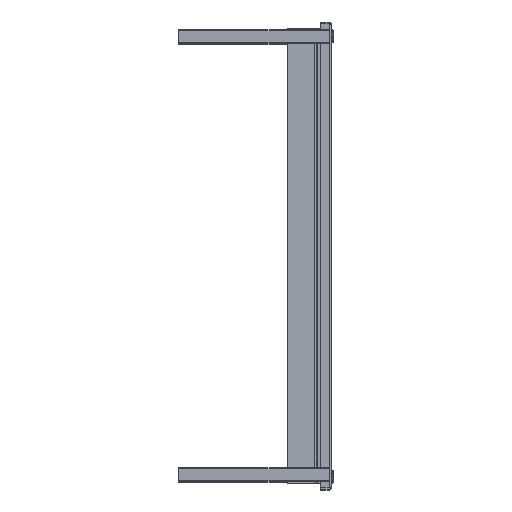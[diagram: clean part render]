
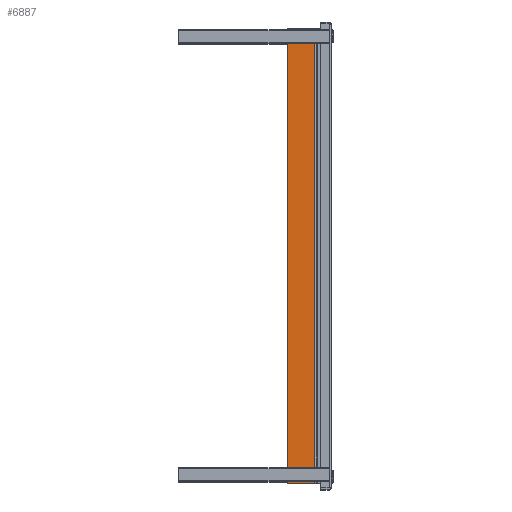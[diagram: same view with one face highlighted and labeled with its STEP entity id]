
A CAD part, top view. The second image highlights one B-rep face of the part: STEP entity #6887.
In plain terms, the highlighted face is planar.
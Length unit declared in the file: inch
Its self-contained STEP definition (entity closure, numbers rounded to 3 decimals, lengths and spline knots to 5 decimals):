
#98 = PLANE ( 'NONE',  #22495 ) ;
#788 = DIRECTION ( 'NONE',  ( 1., 0., 0. ) ) ;
#819 = LINE ( 'NONE', #25458, #8374 ) ;
#1148 = DIRECTION ( 'NONE',  ( 0., 1., 0. ) ) ;
#1207 = VERTEX_POINT ( 'NONE', #14812 ) ;
#1368 = EDGE_CURVE ( 'NONE', #9576, #24780, #28924, .T. ) ;
#1596 = CARTESIAN_POINT ( 'NONE',  ( -12.287, -6.193, 12.844 ) ) ;
#1775 = EDGE_LOOP ( 'NONE', ( #7319, #14079, #13169, #19547 ) ) ;
#1835 = VECTOR ( 'NONE', #12811, 39.37008 ) ;
#2504 = DIRECTION ( 'NONE',  ( 0., 0., 1. ) ) ;
#2526 = LINE ( 'NONE', #16110, #32274 ) ;
#2816 = VERTEX_POINT ( 'NONE', #27297 ) ;
#2883 = CIRCLE ( 'NONE', #21409, 0.156 ) ;
#3104 = CARTESIAN_POINT ( 'NONE',  ( -12.287, -6.599, 12.844 ) ) ;
#3197 = ORIENTED_EDGE ( 'NONE', *, *, #21462, .T. ) ;
#3356 = DIRECTION ( 'NONE',  ( 1., 0., 0. ) ) ;
#3792 = CIRCLE ( 'NONE', #15484, 0.156 ) ;
#4206 = VERTEX_POINT ( 'NONE', #23196 ) ;
#5127 = VERTEX_POINT ( 'NONE', #13470 ) ;
#5176 = VERTEX_POINT ( 'NONE', #23513 ) ;
#5404 = EDGE_CURVE ( 'NONE', #23555, #5176, #819, .T. ) ;
#5479 = CARTESIAN_POINT ( 'NONE',  ( -12.287, -7.835, -13.5 ) ) ;
#5495 = DIRECTION ( 'NONE',  ( 0., 1., 0. ) ) ;
#5531 = FACE_OUTER_BOUND ( 'NONE', #14217, .T. ) ;
#6352 = VECTOR ( 'NONE', #28276, 39.37008 ) ;
#6409 = CARTESIAN_POINT ( 'NONE',  ( -12.287, -6.193, 13.156 ) ) ;
#6719 = LINE ( 'NONE', #28079, #25733 ) ;
#6887 = ADVANCED_FACE ( 'NONE', ( #5531, #31688, #21761 ), #98, .T. ) ;
#7319 = ORIENTED_EDGE ( 'NONE', *, *, #26049, .T. ) ;
#7503 = CARTESIAN_POINT ( 'NONE',  ( -12.287, -6.599, -13. ) ) ;
#7777 = CARTESIAN_POINT ( 'NONE',  ( -12.287, -6.193, 13.5 ) ) ;
#7918 = ORIENTED_EDGE ( 'NONE', *, *, #10552, .T. ) ;
#8206 = CARTESIAN_POINT ( 'NONE',  ( -12.287, -6.599, -12.844 ) ) ;
#8374 = VECTOR ( 'NONE', #10316, 39.37008 ) ;
#9024 = VECTOR ( 'NONE', #31025, 39.37008 ) ;
#9576 = VERTEX_POINT ( 'NONE', #7777 ) ;
#9636 = EDGE_CURVE ( 'NONE', #30112, #4206, #29592, .T. ) ;
#9775 = VECTOR ( 'NONE', #11389, 39.37008 ) ;
#10316 = DIRECTION ( 'NONE',  ( 0., 1., 0. ) ) ;
#10552 = EDGE_CURVE ( 'NONE', #16173, #23555, #2883, .T. ) ;
#11389 = DIRECTION ( 'NONE',  ( 0., -1., 0. ) ) ;
#11809 = EDGE_CURVE ( 'NONE', #1207, #13855, #16243, .T. ) ;
#12568 = CARTESIAN_POINT ( 'NONE',  ( -12.287, -6.193, -13.5 ) ) ;
#12811 = DIRECTION ( 'NONE',  ( 0., 0., 1. ) ) ;
#12952 = ORIENTED_EDGE ( 'NONE', *, *, #9636, .T. ) ;
#13050 = EDGE_LOOP ( 'NONE', ( #15280, #14573, #30534, #7918 ) ) ;
#13169 = ORIENTED_EDGE ( 'NONE', *, *, #31612, .T. ) ;
#13465 = CARTESIAN_POINT ( 'NONE',  ( -12.287, -7.537, -13. ) ) ;
#13470 = CARTESIAN_POINT ( 'NONE',  ( -12.287, -7.537, 13.156 ) ) ;
#13855 = VERTEX_POINT ( 'NONE', #3104 ) ;
#14079 = ORIENTED_EDGE ( 'NONE', *, *, #25456, .T. ) ;
#14217 = EDGE_LOOP ( 'NONE', ( #3197, #12952, #23918, #17467 ) ) ;
#14573 = ORIENTED_EDGE ( 'NONE', *, *, #15396, .T. ) ;
#14812 = CARTESIAN_POINT ( 'NONE',  ( -12.287, -7.537, 12.844 ) ) ;
#14999 = CARTESIAN_POINT ( 'NONE',  ( -12.287, -7.537, -13.156 ) ) ;
#15280 = ORIENTED_EDGE ( 'NONE', *, *, #5404, .T. ) ;
#15396 = EDGE_CURVE ( 'NONE', #5176, #29197, #3792, .T. ) ;
#15484 = AXIS2_PLACEMENT_3D ( 'NONE', #7503, #20006, #2504 ) ;
#16110 = CARTESIAN_POINT ( 'NONE',  ( -12.287, -6.193, -12.844 ) ) ;
#16173 = VERTEX_POINT ( 'NONE', #29475 ) ;
#16243 = LINE ( 'NONE', #1596, #32880 ) ;
#17003 = DIRECTION ( 'NONE',  ( 0., 0., 1. ) ) ;
#17467 = ORIENTED_EDGE ( 'NONE', *, *, #1368, .T. ) ;
#17858 = DIRECTION ( 'NONE',  ( 0., 0., -1. ) ) ;
#18091 = CARTESIAN_POINT ( 'NONE',  ( -12.287, -7.537, 13. ) ) ;
#18348 = CARTESIAN_POINT ( 'NONE',  ( -12.287, -6.193, -13.5 ) ) ;
#19547 = ORIENTED_EDGE ( 'NONE', *, *, #11809, .T. ) ;
#20006 = DIRECTION ( 'NONE',  ( 1., 0., 0. ) ) ;
#20976 = DIRECTION ( 'NONE',  ( 0., 0., 1. ) ) ;
#21157 = CARTESIAN_POINT ( 'NONE',  ( -12.287, -6.193, -13.5 ) ) ;
#21409 = AXIS2_PLACEMENT_3D ( 'NONE', #13465, #3356, #26156 ) ;
#21462 = EDGE_CURVE ( 'NONE', #24780, #30112, #25241, .T. ) ;
#21761 = FACE_BOUND ( 'NONE', #1775, .T. ) ;
#22495 = AXIS2_PLACEMENT_3D ( 'NONE', #12568, #32812, #17858 ) ;
#23110 = AXIS2_PLACEMENT_3D ( 'NONE', #29702, #27497, #17003 ) ;
#23196 = CARTESIAN_POINT ( 'NONE',  ( -12.287, -7.835, 13.5 ) ) ;
#23513 = CARTESIAN_POINT ( 'NONE',  ( -12.287, -6.599, -13.156 ) ) ;
#23555 = VERTEX_POINT ( 'NONE', #14999 ) ;
#23918 = ORIENTED_EDGE ( 'NONE', *, *, #24755, .T. ) ;
#23958 = CARTESIAN_POINT ( 'NONE',  ( -12.287, -6.193, -13.5 ) ) ;
#24755 = EDGE_CURVE ( 'NONE', #4206, #9576, #6719, .T. ) ;
#24780 = VERTEX_POINT ( 'NONE', #18348 ) ;
#25241 = LINE ( 'NONE', #21157, #9024 ) ;
#25456 = EDGE_CURVE ( 'NONE', #2816, #5127, #27222, .T. ) ;
#25458 = CARTESIAN_POINT ( 'NONE',  ( -12.287, -6.193, -13.156 ) ) ;
#25733 = VECTOR ( 'NONE', #5495, 39.37008 ) ;
#26049 = EDGE_CURVE ( 'NONE', #13855, #2816, #32750, .T. ) ;
#26156 = DIRECTION ( 'NONE',  ( 0., 0., 1. ) ) ;
#26527 = CIRCLE ( 'NONE', #27042, 0.156 ) ;
#27042 = AXIS2_PLACEMENT_3D ( 'NONE', #18091, #788, #20976 ) ;
#27222 = LINE ( 'NONE', #6409, #9775 ) ;
#27297 = CARTESIAN_POINT ( 'NONE',  ( -12.287, -6.599, 13.156 ) ) ;
#27497 = DIRECTION ( 'NONE',  ( 1., 0., 0. ) ) ;
#28079 = CARTESIAN_POINT ( 'NONE',  ( -12.287, -6.193, 13.5 ) ) ;
#28276 = DIRECTION ( 'NONE',  ( 0., 0., -1. ) ) ;
#28601 = CARTESIAN_POINT ( 'NONE',  ( -12.287, -7.835, -13.5 ) ) ;
#28669 = EDGE_CURVE ( 'NONE', #29197, #16173, #2526, .T. ) ;
#28924 = LINE ( 'NONE', #23958, #6352 ) ;
#29197 = VERTEX_POINT ( 'NONE', #8206 ) ;
#29475 = CARTESIAN_POINT ( 'NONE',  ( -12.287, -7.537, -12.844 ) ) ;
#29592 = LINE ( 'NONE', #5479, #1835 ) ;
#29702 = CARTESIAN_POINT ( 'NONE',  ( -12.287, -6.599, 13. ) ) ;
#30112 = VERTEX_POINT ( 'NONE', #28601 ) ;
#30534 = ORIENTED_EDGE ( 'NONE', *, *, #28669, .T. ) ;
#30830 = DIRECTION ( 'NONE',  ( 0., -1., 0. ) ) ;
#31025 = DIRECTION ( 'NONE',  ( 0., -1., 0. ) ) ;
#31612 = EDGE_CURVE ( 'NONE', #5127, #1207, #26527, .T. ) ;
#31688 = FACE_BOUND ( 'NONE', #13050, .T. ) ;
#32274 = VECTOR ( 'NONE', #30830, 39.37008 ) ;
#32750 = CIRCLE ( 'NONE', #23110, 0.156 ) ;
#32812 = DIRECTION ( 'NONE',  ( -1., 0., 0. ) ) ;
#32880 = VECTOR ( 'NONE', #1148, 39.37008 ) ;
